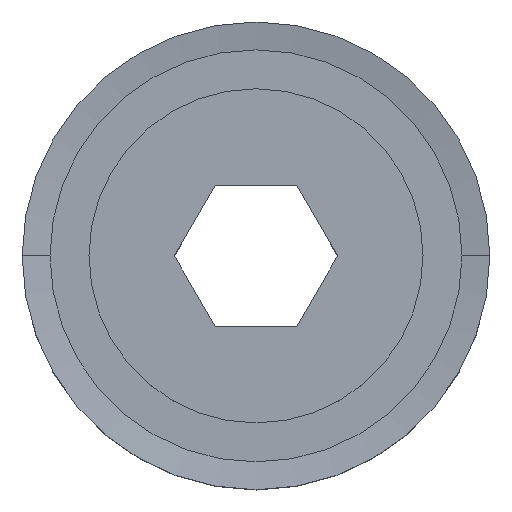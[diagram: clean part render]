
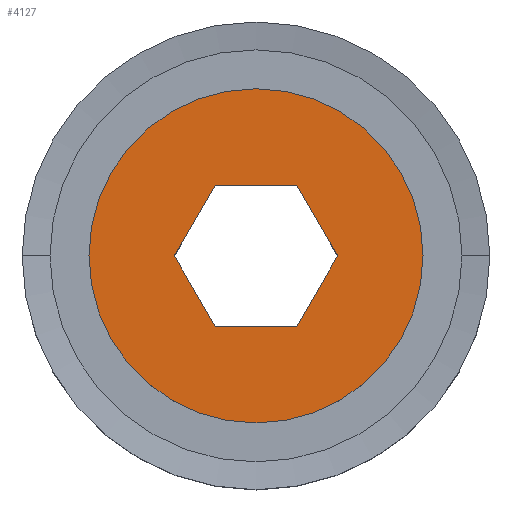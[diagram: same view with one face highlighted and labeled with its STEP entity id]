
A CAD part, top view. The second image highlights one B-rep face of the part: STEP entity #4127.
In plain terms, the highlighted planar face has unit normal (0, 0, 1).
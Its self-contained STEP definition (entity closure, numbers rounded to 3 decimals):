
#72 = VECTOR ( 'NONE', #7938, 1000. ) ;
#94 = CARTESIAN_POINT ( 'NONE',  ( -3.666, 6.35, 7.25 ) ) ;
#557 = LINE ( 'NONE', #8488, #7987 ) ;
#2471 = VERTEX_POINT ( 'NONE', #14388 ) ;
#2513 = VERTEX_POINT ( 'NONE', #12773 ) ;
#2738 = VERTEX_POINT ( 'NONE', #16906 ) ;
#3217 = VERTEX_POINT ( 'NONE', #94 ) ;
#3233 = VECTOR ( 'NONE', #5125, 1000. ) ;
#3666 = CARTESIAN_POINT ( 'NONE',  ( -15., 0., 7.25 ) ) ;
#3722 = LINE ( 'NONE', #6252, #10751 ) ;
#3869 = DIRECTION ( 'NONE',  ( 1., 0., 0. ) ) ;
#3938 = DIRECTION ( 'NONE',  ( 0., 0., 1. ) ) ;
#3946 = VERTEX_POINT ( 'NONE', #5444 ) ;
#4127 = ADVANCED_FACE ( 'NONE', ( #8660, #12228 ), #7420, .T. ) ;
#4144 = DIRECTION ( 'NONE',  ( 0., 0., 1. ) ) ;
#4201 = CARTESIAN_POINT ( 'NONE',  ( 0., 0., 7.25 ) ) ;
#4354 = EDGE_CURVE ( 'NONE', #12603, #2513, #557, .T. ) ;
#4358 = EDGE_CURVE ( 'NONE', #2471, #12603, #11583, .T. ) ;
#4379 = EDGE_CURVE ( 'NONE', #3946, #2471, #15119, .T. ) ;
#4382 = EDGE_CURVE ( 'NONE', #3217, #3946, #14699, .T. ) ;
#4386 = EDGE_CURVE ( 'NONE', #2738, #3217, #3722, .T. ) ;
#4412 = EDGE_CURVE ( 'NONE', #2513, #2738, #11165, .T. ) ;
#4414 = EDGE_CURVE ( 'NONE', #4419, #9033, #17410, .T. ) ;
#4419 = VERTEX_POINT ( 'NONE', #3666 ) ;
#5125 = DIRECTION ( 'NONE',  ( -0.5, 0.866, 0. ) ) ;
#5444 = CARTESIAN_POINT ( 'NONE',  ( -7.332, 0., 7.25 ) ) ;
#5598 = CARTESIAN_POINT ( 'NONE',  ( 5.499, 3.175, 7.25 ) ) ;
#5959 = DIRECTION ( 'NONE',  ( -1., 0., 0. ) ) ;
#6023 = DIRECTION ( 'NONE',  ( 1., 0., 0. ) ) ;
#6056 = DIRECTION ( 'NONE',  ( 0., 0., 1. ) ) ;
#6252 = CARTESIAN_POINT ( 'NONE',  ( 0., 6.35, 7.25 ) ) ;
#6493 = DIRECTION ( 'NONE',  ( -0.5, -0.866, 0. ) ) ;
#6563 = CARTESIAN_POINT ( 'NONE',  ( -5.499, 3.175, 7.25 ) ) ;
#6573 = ORIENTED_EDGE ( 'NONE', *, *, #4354, .F. ) ;
#6886 = CARTESIAN_POINT ( 'NONE',  ( -5.499, -3.175, 7.25 ) ) ;
#6995 = DIRECTION ( 'NONE',  ( 0.5, -0.866, 0. ) ) ;
#7420 = PLANE ( 'NONE',  #7990 ) ;
#7472 = AXIS2_PLACEMENT_3D ( 'NONE', #4201, #3938, #3869 ) ;
#7543 = VECTOR ( 'NONE', #6995, 1000. ) ;
#7691 = DIRECTION ( 'NONE',  ( 0.5, 0.866, 0. ) ) ;
#7853 = EDGE_LOOP ( 'NONE', ( #6573, #8567, #13811, #16164, #17566, #15530 ) ) ;
#7938 = DIRECTION ( 'NONE',  ( 1., 0., 0. ) ) ;
#7987 = VECTOR ( 'NONE', #7691, 1000. ) ;
#7990 = AXIS2_PLACEMENT_3D ( 'NONE', #8543, #6056, #6023 ) ;
#8004 = CARTESIAN_POINT ( 'NONE',  ( 0., -6.35, 7.25 ) ) ;
#8475 = CIRCLE ( 'NONE', #16094, 15. ) ;
#8488 = CARTESIAN_POINT ( 'NONE',  ( 5.499, -3.175, 7.25 ) ) ;
#8543 = CARTESIAN_POINT ( 'NONE',  ( 0., 0., 7.25 ) ) ;
#8567 = ORIENTED_EDGE ( 'NONE', *, *, #4358, .F. ) ;
#8660 = FACE_BOUND ( 'NONE', #7853, .T. ) ;
#9033 = VERTEX_POINT ( 'NONE', #10904 ) ;
#10226 = EDGE_LOOP ( 'NONE', ( #16794, #16564 ) ) ;
#10307 = CARTESIAN_POINT ( 'NONE',  ( 3.666, -6.35, 7.25 ) ) ;
#10751 = VECTOR ( 'NONE', #5959, 1000. ) ;
#10904 = CARTESIAN_POINT ( 'NONE',  ( 15., 0., 7.25 ) ) ;
#11165 = LINE ( 'NONE', #5598, #3233 ) ;
#11583 = LINE ( 'NONE', #8004, #72 ) ;
#12228 = FACE_OUTER_BOUND ( 'NONE', #10226, .T. ) ;
#12434 = CARTESIAN_POINT ( 'NONE',  ( 0., 0., 7.25 ) ) ;
#12603 = VERTEX_POINT ( 'NONE', #10307 ) ;
#12773 = CARTESIAN_POINT ( 'NONE',  ( 7.332, 0., 7.25 ) ) ;
#13736 = DIRECTION ( 'NONE',  ( 1., 0., 0. ) ) ;
#13811 = ORIENTED_EDGE ( 'NONE', *, *, #4379, .F. ) ;
#14388 = CARTESIAN_POINT ( 'NONE',  ( -3.666, -6.35, 7.25 ) ) ;
#14699 = LINE ( 'NONE', #6563, #17819 ) ;
#15119 = LINE ( 'NONE', #6886, #7543 ) ;
#15530 = ORIENTED_EDGE ( 'NONE', *, *, #4412, .F. ) ;
#15987 = EDGE_CURVE ( 'NONE', #9033, #4419, #8475, .T. ) ;
#16094 = AXIS2_PLACEMENT_3D ( 'NONE', #12434, #4144, #13736 ) ;
#16164 = ORIENTED_EDGE ( 'NONE', *, *, #4382, .F. ) ;
#16564 = ORIENTED_EDGE ( 'NONE', *, *, #4414, .T. ) ;
#16794 = ORIENTED_EDGE ( 'NONE', *, *, #15987, .T. ) ;
#16906 = CARTESIAN_POINT ( 'NONE',  ( 3.666, 6.35, 7.25 ) ) ;
#17410 = CIRCLE ( 'NONE', #7472, 15. ) ;
#17566 = ORIENTED_EDGE ( 'NONE', *, *, #4386, .F. ) ;
#17819 = VECTOR ( 'NONE', #6493, 1000. ) ;
